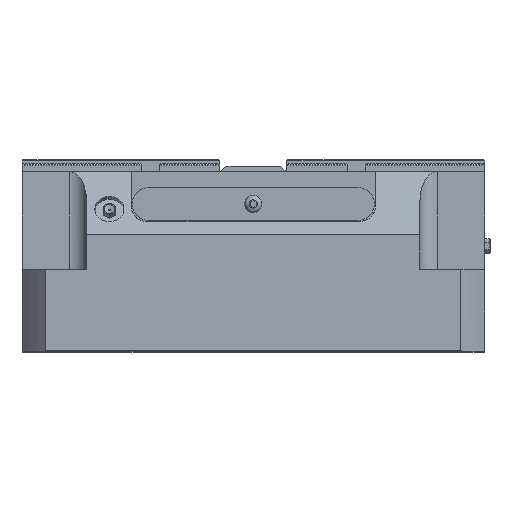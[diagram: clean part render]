
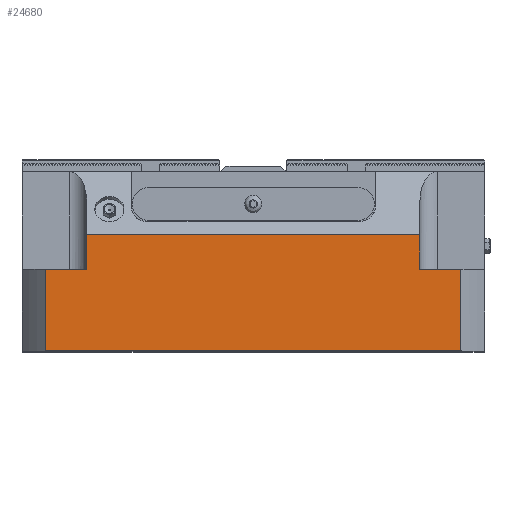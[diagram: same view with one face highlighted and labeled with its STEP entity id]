
A CAD part, top view. The second image highlights one B-rep face of the part: STEP entity #24680.
In plain terms, the highlighted planar face has unit normal (0, 0, 1).
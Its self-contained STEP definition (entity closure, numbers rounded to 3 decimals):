
#551=PLANE('',#26366);
#1876=FACE_OUTER_BOUND('',#3191,.T.);
#3191=EDGE_LOOP('',(#17644,#17645,#17646,#17647,#17648,#17649,#17650,#17651));
#4472=LINE('',#35814,#7275);
#4591=LINE('',#36532,#7394);
#4592=LINE('',#36539,#7395);
#4594=LINE('',#36549,#7397);
#4595=LINE('',#36550,#7398);
#4596=LINE('',#36552,#7399);
#4597=LINE('',#36553,#7400);
#4598=LINE('',#36554,#7401);
#7275=VECTOR('',#28512,183.);
#7394=VECTOR('',#29111,44.5);
#7395=VECTOR('',#29118,44.5);
#7397=VECTOR('',#29128,22.518);
#7398=VECTOR('',#29129,19.159);
#7399=VECTOR('',#29130,19.159);
#7400=VECTOR('',#29131,22.518);
#7401=VECTOR('',#29132,228.035);
#10673=VERTEX_POINT('',#35811);
#10674=VERTEX_POINT('',#35813);
#10906=VERTEX_POINT('',#36529);
#10907=VERTEX_POINT('',#36531);
#10909=VERTEX_POINT('',#36537);
#10910=VERTEX_POINT('',#36538);
#10914=VERTEX_POINT('',#36548);
#10915=VERTEX_POINT('',#36551);
#13261=EDGE_CURVE('',#10674,#10673,#4472,.T.);
#13559=EDGE_CURVE('',#10906,#10907,#4591,.T.);
#13562=EDGE_CURVE('',#10909,#10910,#4592,.T.);
#13567=EDGE_CURVE('',#10914,#10906,#4594,.T.);
#13568=EDGE_CURVE('',#10914,#10674,#4595,.T.);
#13569=EDGE_CURVE('',#10915,#10673,#4596,.T.);
#13570=EDGE_CURVE('',#10910,#10915,#4597,.T.);
#13571=EDGE_CURVE('',#10907,#10909,#4598,.T.);
#17644=ORIENTED_EDGE('',*,*,#13567,.F.);
#17645=ORIENTED_EDGE('',*,*,#13568,.T.);
#17646=ORIENTED_EDGE('',*,*,#13261,.T.);
#17647=ORIENTED_EDGE('',*,*,#13569,.F.);
#17648=ORIENTED_EDGE('',*,*,#13570,.F.);
#17649=ORIENTED_EDGE('',*,*,#13562,.F.);
#17650=ORIENTED_EDGE('',*,*,#13571,.F.);
#17651=ORIENTED_EDGE('',*,*,#13559,.F.);
#24680=ADVANCED_FACE('',(#1876),#551,.F.);
#26366=AXIS2_PLACEMENT_3D('',#36547,#29126,#29127);
#28512=DIRECTION('',(-1.,0.,0.));
#29111=DIRECTION('',(0.,-1.,0.));
#29118=DIRECTION('',(0.,1.,0.));
#29126=DIRECTION('center_axis',(0.,0.,-1.));
#29127=DIRECTION('ref_axis',(-1.,0.,0.));
#29128=DIRECTION('',(1.,0.,0.));
#29129=DIRECTION('',(0.,1.,0.));
#29130=DIRECTION('',(0.,1.,0.));
#29131=DIRECTION('',(1.,0.,0.));
#29132=DIRECTION('',(-1.,0.,0.));
#35811=CARTESIAN_POINT('',(-91.5,64.159,105.));
#35813=CARTESIAN_POINT('',(91.5,64.159,105.));
#35814=CARTESIAN_POINT('',(91.5,64.159,105.));
#36529=CARTESIAN_POINT('',(114.018,45.,105.));
#36531=CARTESIAN_POINT('',(114.018,0.5,105.));
#36532=CARTESIAN_POINT('',(114.018,45.,105.));
#36537=CARTESIAN_POINT('',(-114.018,0.5,105.));
#36538=CARTESIAN_POINT('',(-114.018,45.,105.));
#36539=CARTESIAN_POINT('',(-114.018,0.5,105.));
#36547=CARTESIAN_POINT('Origin',(127.,0.5,105.));
#36548=CARTESIAN_POINT('',(91.5,45.,105.));
#36549=CARTESIAN_POINT('',(91.5,45.,105.));
#36550=CARTESIAN_POINT('',(91.5,45.,105.));
#36551=CARTESIAN_POINT('',(-91.5,45.,105.));
#36552=CARTESIAN_POINT('',(-91.5,45.,105.));
#36553=CARTESIAN_POINT('',(-114.018,45.,105.));
#36554=CARTESIAN_POINT('',(114.018,0.5,105.));
